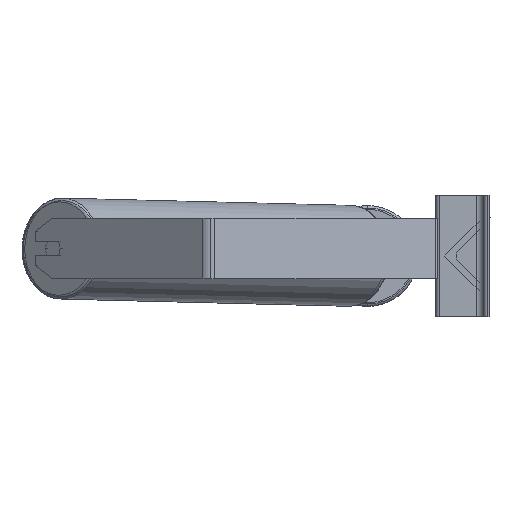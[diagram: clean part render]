
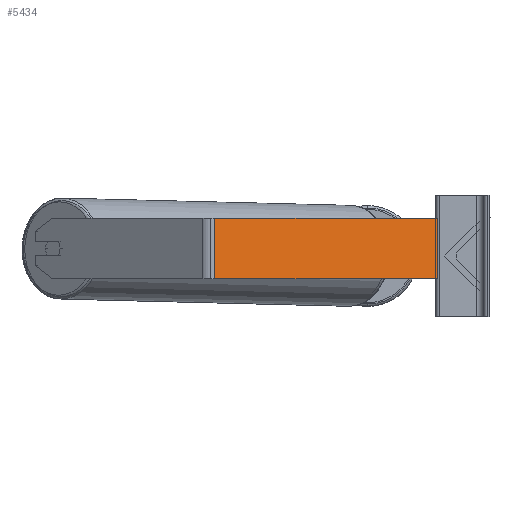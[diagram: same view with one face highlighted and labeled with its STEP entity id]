
A CAD part, left-side view. The second image highlights one B-rep face of the part: STEP entity #5434.
In plain terms, the highlighted planar face has unit normal (-0.94, -0.342, 0).
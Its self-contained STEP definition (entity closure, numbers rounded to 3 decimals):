
#1348 = PLANE ( 'NONE',  #7102 ) ;
#1619 = LINE ( 'NONE', #4139, #4263 ) ;
#1647 = DIRECTION ( 'NONE',  ( 0., 0., -1. ) ) ;
#1759 = CARTESIAN_POINT ( 'NONE',  ( -887.518, 8.948, -30. ) ) ;
#2022 = CARTESIAN_POINT ( 'NONE',  ( -994.339, 302.439, 50. ) ) ;
#2092 = EDGE_CURVE ( 'NONE', #5904, #3307, #6517, .T. ) ;
#2886 = DIRECTION ( 'NONE',  ( 0., 0., -1. ) ) ;
#3307 = VERTEX_POINT ( 'NONE', #1759 ) ;
#3398 = VERTEX_POINT ( 'NONE', #2022 ) ;
#3624 = VECTOR ( 'NONE', #3976, 1000. ) ;
#3720 = CARTESIAN_POINT ( 'NONE',  ( -887.518, 8.948, 50. ) ) ;
#3976 = DIRECTION ( 'NONE',  ( 0.342, -0.94, 0. ) ) ;
#4088 = ORIENTED_EDGE ( 'NONE', *, *, #7624, .F. ) ;
#4139 = CARTESIAN_POINT ( 'NONE',  ( -997.499, 311.119, 50. ) ) ;
#4263 = VECTOR ( 'NONE', #7761, 1000. ) ;
#4367 = VECTOR ( 'NONE', #1647, 1000. ) ;
#5093 = VERTEX_POINT ( 'NONE', #3720 ) ;
#5334 = VECTOR ( 'NONE', #2886, 1000. ) ;
#5352 = EDGE_CURVE ( 'NONE', #5093, #3307, #8104, .T. ) ;
#5434 = ADVANCED_FACE ( 'NONE', ( #8978 ), #1348, .F. ) ;
#5523 = CARTESIAN_POINT ( 'NONE',  ( -997.499, 311.119, 50. ) ) ;
#5573 = DIRECTION ( 'NONE',  ( -0.342, 0.94, 0. ) ) ;
#5904 = VERTEX_POINT ( 'NONE', #10638 ) ;
#6468 = CARTESIAN_POINT ( 'NONE',  ( -887.518, 8.948, 50. ) ) ;
#6517 = LINE ( 'NONE', #7309, #3624 ) ;
#6705 = LINE ( 'NONE', #10995, #4367 ) ;
#6786 = EDGE_LOOP ( 'NONE', ( #10675, #8409, #4088, #10879 ) ) ;
#7102 = AXIS2_PLACEMENT_3D ( 'NONE', #5523, #8049, #5573 ) ;
#7309 = CARTESIAN_POINT ( 'NONE',  ( -997.499, 311.119, -30. ) ) ;
#7624 = EDGE_CURVE ( 'NONE', #3398, #5093, #1619, .T. ) ;
#7761 = DIRECTION ( 'NONE',  ( 0.342, -0.94, 0. ) ) ;
#8049 = DIRECTION ( 'NONE',  ( 0.94, 0.342, 0. ) ) ;
#8104 = LINE ( 'NONE', #6468, #5334 ) ;
#8409 = ORIENTED_EDGE ( 'NONE', *, *, #5352, .F. ) ;
#8978 = FACE_OUTER_BOUND ( 'NONE', #6786, .T. ) ;
#10638 = CARTESIAN_POINT ( 'NONE',  ( -994.339, 302.439, -30. ) ) ;
#10675 = ORIENTED_EDGE ( 'NONE', *, *, #2092, .T. ) ;
#10829 = EDGE_CURVE ( 'NONE', #3398, #5904, #6705, .T. ) ;
#10879 = ORIENTED_EDGE ( 'NONE', *, *, #10829, .T. ) ;
#10995 = CARTESIAN_POINT ( 'NONE',  ( -994.339, 302.439, 50. ) ) ;
